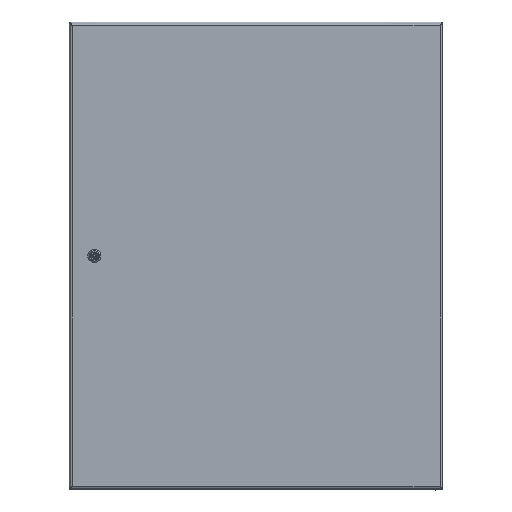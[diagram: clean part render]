
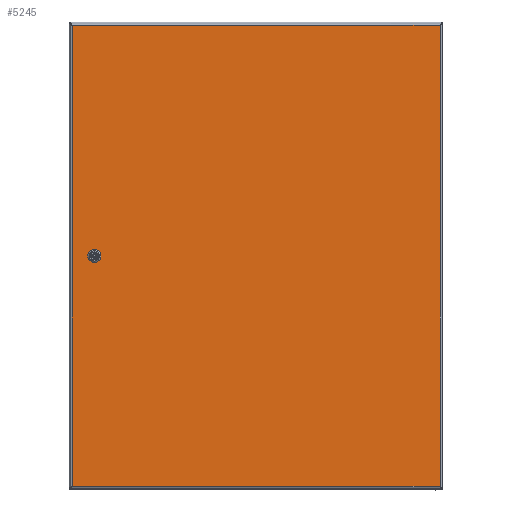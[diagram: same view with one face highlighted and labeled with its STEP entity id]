
A CAD part, top view. The second image highlights one B-rep face of the part: STEP entity #5245.
In plain terms, the highlighted face is planar.
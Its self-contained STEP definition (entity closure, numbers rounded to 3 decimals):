
#4003=FACE_BOUND('',#8042,.T.);
#4004=FACE_BOUND('',#8043,.T.);
#5245=ADVANCED_FACE('',(#4003,#4004),#5937,.T.);
#5937=PLANE('',#23092);
#8042=EDGE_LOOP('',(#12704,#12705,#12706,#12707,#12708,#12709,#12710,#12711));
#8043=EDGE_LOOP('',(#12712,#12713,#12714,#12715));
#9164=CIRCLE('',#23088,11.25);
#9165=CIRCLE('',#23089,11.25);
#9166=CIRCLE('',#23090,11.25);
#9167=CIRCLE('',#23091,11.25);
#12704=ORIENTED_EDGE('',*,*,#17991,.F.);
#12705=ORIENTED_EDGE('',*,*,#17992,.F.);
#12706=ORIENTED_EDGE('',*,*,#17993,.F.);
#12707=ORIENTED_EDGE('',*,*,#17994,.F.);
#12708=ORIENTED_EDGE('',*,*,#17995,.F.);
#12709=ORIENTED_EDGE('',*,*,#17996,.F.);
#12710=ORIENTED_EDGE('',*,*,#17997,.F.);
#12711=ORIENTED_EDGE('',*,*,#17998,.F.);
#12712=ORIENTED_EDGE('',*,*,#17999,.T.);
#12713=ORIENTED_EDGE('',*,*,#18000,.F.);
#12714=ORIENTED_EDGE('',*,*,#18001,.T.);
#12715=ORIENTED_EDGE('',*,*,#18002,.T.);
#15726=VERTEX_POINT('',#43008);
#15727=VERTEX_POINT('',#43009);
#15728=VERTEX_POINT('',#43011);
#15729=VERTEX_POINT('',#43013);
#15730=VERTEX_POINT('',#43015);
#15731=VERTEX_POINT('',#43017);
#15732=VERTEX_POINT('',#43019);
#15733=VERTEX_POINT('',#43021);
#15734=VERTEX_POINT('',#43024);
#15735=VERTEX_POINT('',#43025);
#15736=VERTEX_POINT('',#43027);
#15737=VERTEX_POINT('',#43029);
#17991=EDGE_CURVE('',#15726,#15727,#9164,.T.);
#17992=EDGE_CURVE('',#15728,#15726,#19722,.T.);
#17993=EDGE_CURVE('',#15729,#15728,#9165,.T.);
#17994=EDGE_CURVE('',#15730,#15729,#19723,.T.);
#17995=EDGE_CURVE('',#15731,#15730,#9166,.T.);
#17996=EDGE_CURVE('',#15732,#15731,#19724,.T.);
#17997=EDGE_CURVE('',#15733,#15732,#9167,.T.);
#17998=EDGE_CURVE('',#15727,#15733,#19725,.T.);
#17999=EDGE_CURVE('',#15734,#15735,#19726,.T.);
#18000=EDGE_CURVE('',#15736,#15735,#19727,.T.);
#18001=EDGE_CURVE('',#15736,#15737,#19728,.T.);
#18002=EDGE_CURVE('',#15737,#15734,#19729,.T.);
#19722=LINE('',#43010,#21132);
#19723=LINE('',#43014,#21133);
#19724=LINE('',#43018,#21134);
#19725=LINE('',#43022,#21135);
#19726=LINE('',#43023,#21136);
#19727=LINE('',#43026,#21137);
#19728=LINE('',#43028,#21138);
#19729=LINE('',#43030,#21139);
#21132=VECTOR('',#27189,1.);
#21133=VECTOR('',#27192,1.);
#21134=VECTOR('',#27195,1.);
#21135=VECTOR('',#27198,1.);
#21136=VECTOR('',#27199,1.);
#21137=VECTOR('',#27200,1.);
#21138=VECTOR('',#27201,1.);
#21139=VECTOR('',#27202,1.);
#23088=AXIS2_PLACEMENT_3D('',#43007,#27187,#27188);
#23089=AXIS2_PLACEMENT_3D('',#43012,#27190,#27191);
#23090=AXIS2_PLACEMENT_3D('',#43016,#27193,#27194);
#23091=AXIS2_PLACEMENT_3D('',#43020,#27196,#27197);
#23092=AXIS2_PLACEMENT_3D('',#43031,#27203,#27204);
#27187=DIRECTION('',(0.,0.,-1.));
#27188=DIRECTION('',(-1.,0.,0.));
#27189=DIRECTION('',(-1.,0.,0.));
#27190=DIRECTION('',(0.,0.,-1.));
#27191=DIRECTION('',(-1.,0.,0.));
#27192=DIRECTION('',(0.,-1.,0.));
#27193=DIRECTION('',(0.,0.,-1.));
#27194=DIRECTION('',(-1.,0.,0.));
#27195=DIRECTION('',(1.,0.,0.));
#27196=DIRECTION('',(0.,0.,-1.));
#27197=DIRECTION('',(-1.,0.,0.));
#27198=DIRECTION('',(0.,1.,0.));
#27199=DIRECTION('',(1.,0.,0.));
#27200=DIRECTION('',(0.,1.,0.));
#27201=DIRECTION('',(-1.,0.,0.));
#27202=DIRECTION('',(0.,1.,0.));
#27203=DIRECTION('',(0.,0.,-1.));
#27204=DIRECTION('',(1.,0.,0.));
#43007=CARTESIAN_POINT('',(346.35,0.,0.));
#43008=CARTESIAN_POINT('',(341.604,-10.2,0.));
#43009=CARTESIAN_POINT('',(336.15,-4.746,0.));
#43010=CARTESIAN_POINT('',(0.,-10.2,0.));
#43011=CARTESIAN_POINT('',(351.096,-10.2,0.));
#43012=CARTESIAN_POINT('',(346.35,0.,0.));
#43013=CARTESIAN_POINT('',(356.55,-4.746,0.));
#43014=CARTESIAN_POINT('',(356.55,0.,0.));
#43015=CARTESIAN_POINT('',(356.55,4.746,0.));
#43016=CARTESIAN_POINT('',(346.35,0.,0.));
#43017=CARTESIAN_POINT('',(351.096,10.2,0.));
#43018=CARTESIAN_POINT('',(0.,10.2,0.));
#43019=CARTESIAN_POINT('',(341.604,10.2,0.));
#43020=CARTESIAN_POINT('',(346.35,0.,0.));
#43021=CARTESIAN_POINT('',(336.15,4.746,0.));
#43022=CARTESIAN_POINT('',(336.15,0.,0.));
#43023=CARTESIAN_POINT('',(393.75,493.4,0.));
#43024=CARTESIAN_POINT('',(-393.75,493.4,0.));
#43025=CARTESIAN_POINT('',(393.75,493.4,0.));
#43026=CARTESIAN_POINT('',(393.75,-493.4,0.));
#43027=CARTESIAN_POINT('',(393.75,-493.4,0.));
#43028=CARTESIAN_POINT('',(-398.35,-493.4,0.));
#43029=CARTESIAN_POINT('',(-393.75,-493.4,0.));
#43030=CARTESIAN_POINT('',(-393.75,498.,0.));
#43031=CARTESIAN_POINT('',(0.,0.,0.));
